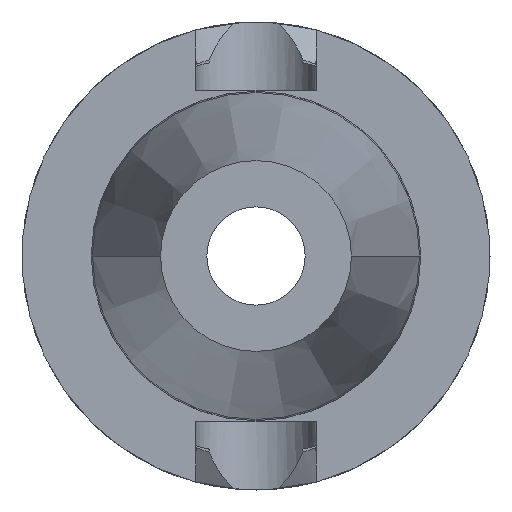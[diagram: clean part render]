
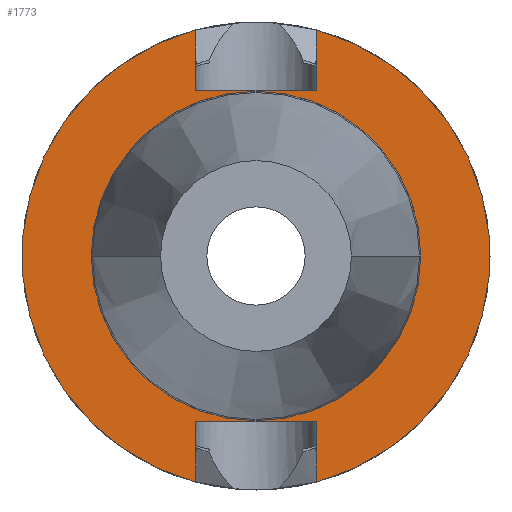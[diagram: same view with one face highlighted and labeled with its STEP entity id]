
A CAD part, left-side view. The second image highlights one B-rep face of the part: STEP entity #1773.
In plain terms, the highlighted planar face has unit normal (-1, 0, 0).
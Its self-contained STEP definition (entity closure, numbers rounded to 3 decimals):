
#376=CARTESIAN_POINT('',(3.,0.,0.));
#377=DIRECTION('',(-1.,0.,0.));
#378=DIRECTION('',(0.,0.257,0.966));
#379=AXIS2_PLACEMENT_3D('',#376,#377,#378);
#391=CARTESIAN_POINT('',(3.,0.,0.));
#392=DIRECTION('',(-1.,0.,0.));
#393=DIRECTION('',(0.,-0.257,-0.966));
#394=AXIS2_PLACEMENT_3D('',#391,#392,#393);
#414=DIRECTION('',(0.,1.,0.));
#415=VECTOR('',#414,25.7);
#416=CARTESIAN_POINT('',(3.,-12.85,-35.4));
#417=LINE('',#416,#415);
#421=DIRECTION('',(0.,0.,1.));
#422=VECTOR('',#421,12.921);
#423=CARTESIAN_POINT('',(3.,12.85,-48.321));
#424=LINE('',#423,#422);
#428=DIRECTION('',(0.,0.,-1.));
#429=VECTOR('',#428,12.921);
#430=CARTESIAN_POINT('',(3.,12.85,48.321));
#431=LINE('',#430,#429);
#435=DIRECTION('',(0.,1.,0.));
#436=VECTOR('',#435,25.7);
#437=CARTESIAN_POINT('',(3.,-12.85,35.4));
#438=LINE('',#437,#436);
#442=DIRECTION('',(0.,0.,-1.));
#443=VECTOR('',#442,12.921);
#444=CARTESIAN_POINT('',(3.,-12.85,48.321));
#445=LINE('',#444,#443);
#449=DIRECTION('',(0.,0.,1.));
#450=VECTOR('',#449,12.921);
#451=CARTESIAN_POINT('',(3.,-12.85,-48.321));
#452=LINE('',#451,#450);
#470=CARTESIAN_POINT('',(3.,0.,0.));
#471=DIRECTION('',(-1.,0.,0.));
#472=DIRECTION('',(0.,1.,0.));
#473=AXIS2_PLACEMENT_3D('',#470,#471,#472);
#478=CARTESIAN_POINT('',(3.,0.,0.));
#479=DIRECTION('',(1.,0.,0.));
#480=DIRECTION('',(0.,1.,0.));
#481=AXIS2_PLACEMENT_3D('',#478,#479,#480);
#1324=CARTESIAN_POINT('',(3.,35.091,0.));
#1326=VERTEX_POINT('',#1324);
#1334=CARTESIAN_POINT('',(3.,-35.091,0.));
#1336=VERTEX_POINT('',#1334);
#1360=CARTESIAN_POINT('',(3.,12.85,48.321));
#1361=VERTEX_POINT('',#1360);
#1362=CARTESIAN_POINT('',(3.,-12.85,48.321));
#1363=VERTEX_POINT('',#1362);
#1364=CARTESIAN_POINT('',(3.,-12.85,35.4));
#1365=CARTESIAN_POINT('',(3.,12.85,35.4));
#1366=VERTEX_POINT('',#1364);
#1367=VERTEX_POINT('',#1365);
#1380=CARTESIAN_POINT('',(3.,12.85,-48.321));
#1381=VERTEX_POINT('',#1380);
#1382=CARTESIAN_POINT('',(3.,-12.85,-48.321));
#1383=VERTEX_POINT('',#1382);
#1384=CARTESIAN_POINT('',(3.,-12.85,-35.4));
#1385=CARTESIAN_POINT('',(3.,12.85,-35.4));
#1386=VERTEX_POINT('',#1384);
#1387=VERTEX_POINT('',#1385);
#1748=CARTESIAN_POINT('',(3.,0.,0.));
#1749=DIRECTION('',(1.,0.,0.));
#1750=DIRECTION('',(0.,-1.,0.));
#1751=AXIS2_PLACEMENT_3D('',#1748,#1749,#1750);
#1752=PLANE('',#1751);
#1754=ORIENTED_EDGE('',*,*,#1753,.T.);
#1755=ORIENTED_EDGE('',*,*,#1711,.F.);
#1756=ORIENTED_EDGE('',*,*,#1728,.F.);
#1757=ORIENTED_EDGE('',*,*,#1659,.T.);
#1759=ORIENTED_EDGE('',*,*,#1758,.F.);
#1761=ORIENTED_EDGE('',*,*,#1760,.F.);
#1762=ORIENTED_EDGE('',*,*,#1740,.F.);
#1764=ORIENTED_EDGE('',*,*,#1763,.T.);
#1765=EDGE_LOOP('',(#1754,#1755,#1756,#1757,#1759,#1761,#1762,#1764));
#1766=FACE_OUTER_BOUND('',#1765,.F.);
#1768=ORIENTED_EDGE('',*,*,#1767,.T.);
#1770=ORIENTED_EDGE('',*,*,#1769,.F.);
#1771=EDGE_LOOP('',(#1768,#1770));
#1772=FACE_BOUND('',#1771,.F.);
#380=CIRCLE('',#379,50.);
#395=CIRCLE('',#394,50.);
#474=CIRCLE('',#473,35.091);
#482=CIRCLE('',#481,35.091);
#1659=EDGE_CURVE('',#1361,#1367,#431,.T.);
#1711=EDGE_CURVE('',#1381,#1387,#424,.T.);
#1728=EDGE_CURVE('',#1361,#1381,#380,.T.);
#1740=EDGE_CURVE('',#1383,#1363,#395,.T.);
#1753=EDGE_CURVE('',#1386,#1387,#417,.T.);
#1758=EDGE_CURVE('',#1366,#1367,#438,.T.);
#1760=EDGE_CURVE('',#1363,#1366,#445,.T.);
#1763=EDGE_CURVE('',#1383,#1386,#452,.T.);
#1767=EDGE_CURVE('',#1326,#1336,#474,.T.);
#1769=EDGE_CURVE('',#1326,#1336,#482,.T.);
#1773=ADVANCED_FACE('',(#1766,#1772),#1752,.F.);
